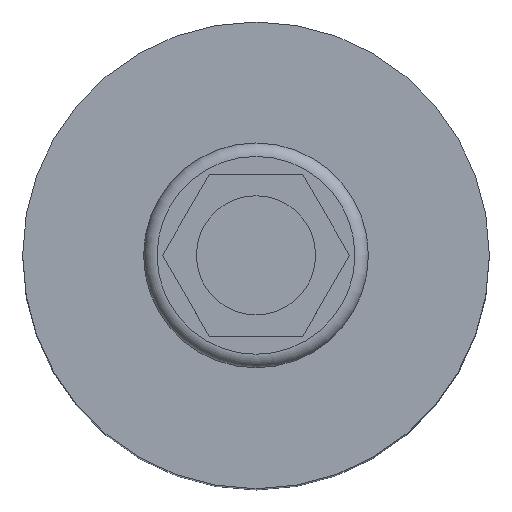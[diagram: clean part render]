
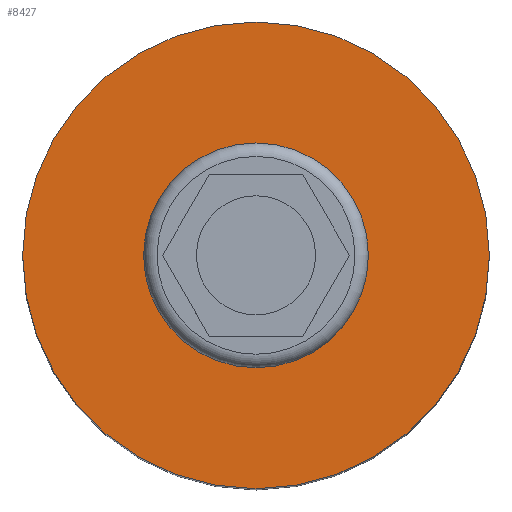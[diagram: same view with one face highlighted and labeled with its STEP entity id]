
A CAD part, top view. The second image highlights one B-rep face of the part: STEP entity #8427.
In plain terms, the highlighted planar face has unit normal (0, 0, 1).
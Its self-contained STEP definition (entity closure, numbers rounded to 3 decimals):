
#8359=CARTESIAN_POINT('',(0.,-25.,239.5));
#8360=VERTEX_POINT('',#8359);
#8361=CARTESIAN_POINT('',(0.,0.,239.5));
#8362=DIRECTION('',(0.0,0.0,-1.0));
#8363=DIRECTION('',(0.0,-1.0,0.0));
#8364=AXIS2_PLACEMENT_3D('',#8361,#8362,#8363);
#8365=CIRCLE('',#8364,25.0);
#8366=EDGE_CURVE('',#8360,#8360,#8365,.T.);
#8393=CARTESIAN_POINT('',(-51.9,0.,239.5));
#8394=VERTEX_POINT('',#8393);
#8395=CARTESIAN_POINT('',(0.,0.,239.5));
#8396=DIRECTION('',(0.0,0.0,-1.0));
#8397=DIRECTION('',(1.0,0.0,0.0));
#8398=AXIS2_PLACEMENT_3D('',#8395,#8396,#8397);
#8399=CIRCLE('',#8398,51.9);
#8400=EDGE_CURVE('',#8394,#8394,#8399,.T.);
#8416=CARTESIAN_POINT('',(0.,0.,239.5));
#8417=DIRECTION('',(0.0,0.0,-1.0));
#8418=DIRECTION('',(1.0,0.0,0.0));
#8419=AXIS2_PLACEMENT_3D('',#8416,#8417,#8418);
#8420=PLANE('',#8419);
#8421=ORIENTED_EDGE('',*,*,#8400,.F.);
#8422=EDGE_LOOP('',(#8421));
#8423=FACE_OUTER_BOUND('',#8422,.T.);
#8424=ORIENTED_EDGE('',*,*,#8366,.T.);
#8425=EDGE_LOOP('',(#8424));
#8426=FACE_BOUND('',#8425,.T.);
#8427=ADVANCED_FACE('',(#8423,#8426),#8420,.F.);
